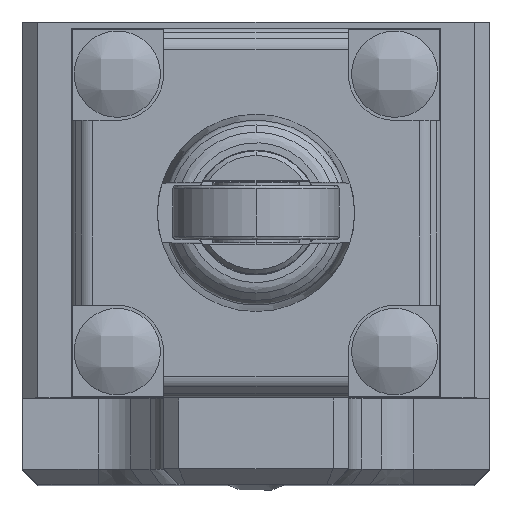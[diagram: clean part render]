
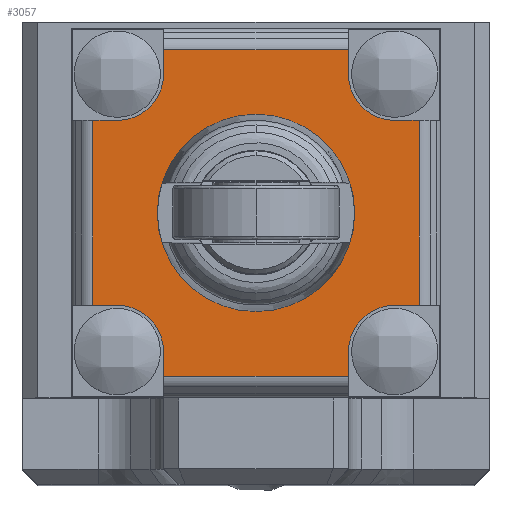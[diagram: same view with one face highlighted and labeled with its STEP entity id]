
A CAD part, top view. The second image highlights one B-rep face of the part: STEP entity #3057.
In plain terms, the highlighted planar face has unit normal (0, 0, 1).
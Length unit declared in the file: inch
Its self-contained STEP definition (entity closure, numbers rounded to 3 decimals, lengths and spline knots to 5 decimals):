
#8 = DIRECTION ( 'NONE',  ( 0., 0., -1. ) ) ;
#54 = CIRCLE ( 'NONE', #9489, 0.11811 ) ;
#296 = LINE ( 'NONE', #5974, #1594 ) ;
#380 = DIRECTION ( 'NONE',  ( -1., 0., 0. ) ) ;
#402 = ORIENTED_EDGE ( 'NONE', *, *, #2894, .T. ) ;
#680 = LINE ( 'NONE', #4462, #5143 ) ;
#801 = DIRECTION ( 'NONE',  ( 0., 0., 1. ) ) ;
#915 = ORIENTED_EDGE ( 'NONE', *, *, #6080, .T. ) ;
#982 = EDGE_CURVE ( 'NONE', #4134, #9760, #8314, .T. ) ;
#1018 = CARTESIAN_POINT ( 'NONE',  ( -0.23622, -0.48819, 0.54331 ) ) ;
#1134 = VERTEX_POINT ( 'NONE', #4146 ) ;
#1261 = VERTEX_POINT ( 'NONE', #4513 ) ;
#1264 = CARTESIAN_POINT ( 'NONE',  ( -0.35433, -0.84252, 0.54331 ) ) ;
#1311 = LINE ( 'NONE', #8580, #3782 ) ;
#1329 = EDGE_CURVE ( 'NONE', #7952, #3033, #9062, .T. ) ;
#1343 = ORIENTED_EDGE ( 'NONE', *, *, #6540, .T. ) ;
#1379 = VERTEX_POINT ( 'NONE', #7680 ) ;
#1594 = VECTOR ( 'NONE', #2025, 39.37008 ) ;
#1638 = VERTEX_POINT ( 'NONE', #1762 ) ;
#1762 = CARTESIAN_POINT ( 'NONE',  ( -0.35433, -0.72441, 0.54331 ) ) ;
#1790 = ORIENTED_EDGE ( 'NONE', *, *, #8504, .T. ) ;
#1861 = ORIENTED_EDGE ( 'NONE', *, *, #982, .T. ) ;
#1863 = VECTOR ( 'NONE', #2636, 39.37008 ) ;
#1985 = AXIS2_PLACEMENT_3D ( 'NONE', #2699, #3568, #380 ) ;
#2025 = DIRECTION ( 'NONE',  ( 0., -1., 0. ) ) ;
#2026 = VECTOR ( 'NONE', #7715, 39.37008 ) ;
#2110 = EDGE_LOOP ( 'NONE', ( #10246, #402, #915, #7932, #5341, #6325, #1861, #1790, #3043, #8025, #5081, #1343, #7456, #4538, #8979, #9231 ) ) ;
#2176 = EDGE_CURVE ( 'NONE', #1379, #5855, #296, .T. ) ;
#2246 = CARTESIAN_POINT ( 'NONE',  ( -0.23622, -0.07143, 0.54331 ) ) ;
#2325 = CARTESIAN_POINT ( 'NONE',  ( 0.35433, -0.25197, 0.54331 ) ) ;
#2342 = DIRECTION ( 'NONE',  ( 1., 0., 0. ) ) ;
#2423 = VERTEX_POINT ( 'NONE', #6288 ) ;
#2544 = CIRCLE ( 'NONE', #9678, 0.11811 ) ;
#2636 = DIRECTION ( 'NONE',  ( 0., -1., 0. ) ) ;
#2651 = VECTOR ( 'NONE', #6106, 39.37008 ) ;
#2699 = CARTESIAN_POINT ( 'NONE',  ( 0.35433, -0.13386, 0.54331 ) ) ;
#2774 = DIRECTION ( 'NONE',  ( 0., 1., 0. ) ) ;
#2782 = DIRECTION ( 'NONE',  ( 0., 1., 0. ) ) ;
#2820 = CARTESIAN_POINT ( 'NONE',  ( 0.23622, -0.13386, 0.54331 ) ) ;
#2859 = EDGE_CURVE ( 'NONE', #8829, #4134, #3326, .T. ) ;
#2894 = EDGE_CURVE ( 'NONE', #5855, #4255, #4929, .T. ) ;
#2965 = CIRCLE ( 'NONE', #1985, 0.11811 ) ;
#3033 = VERTEX_POINT ( 'NONE', #2246 ) ;
#3043 = ORIENTED_EDGE ( 'NONE', *, *, #9478, .T. ) ;
#3057 = ADVANCED_FACE ( 'NONE', ( #10215, #4535 ), #7767, .T. ) ;
#3207 = CARTESIAN_POINT ( 'NONE',  ( 0.23622, -0.48819, 0.54331 ) ) ;
#3237 = CIRCLE ( 'NONE', #4754, 0.25197 ) ;
#3326 = LINE ( 'NONE', #7495, #8499 ) ;
#3388 = CIRCLE ( 'NONE', #6237, 0.25197 ) ;
#3479 = LINE ( 'NONE', #1018, #1863 ) ;
#3568 = DIRECTION ( 'NONE',  ( 0., 0., -1. ) ) ;
#3583 = DIRECTION ( 'NONE',  ( 0., 0., -1. ) ) ;
#3782 = VECTOR ( 'NONE', #4581, 39.37008 ) ;
#3838 = EDGE_CURVE ( 'NONE', #3956, #1261, #3237, .T. ) ;
#3869 = CARTESIAN_POINT ( 'NONE',  ( 0., -0.72441, 0.54331 ) ) ;
#3876 = CARTESIAN_POINT ( 'NONE',  ( 0., -0.25197, 0.54331 ) ) ;
#3956 = VERTEX_POINT ( 'NONE', #9457 ) ;
#4042 = DIRECTION ( 'NONE',  ( 0., 0., -1. ) ) ;
#4052 = DIRECTION ( 'NONE',  ( 0., 1., 0. ) ) ;
#4126 = CARTESIAN_POINT ( 'NONE',  ( 0.41676, -0.25197, 0.54331 ) ) ;
#4134 = VERTEX_POINT ( 'NONE', #4126 ) ;
#4146 = CARTESIAN_POINT ( 'NONE',  ( -0.41676, -0.25197, 0.54331 ) ) ;
#4147 = EDGE_CURVE ( 'NONE', #1134, #2423, #4954, .T. ) ;
#4255 = VERTEX_POINT ( 'NONE', #8347 ) ;
#4313 = CARTESIAN_POINT ( 'NONE',  ( 0.23622, -0.84252, 0.54331 ) ) ;
#4428 = AXIS2_PLACEMENT_3D ( 'NONE', #6233, #7800, #8670 ) ;
#4439 = CARTESIAN_POINT ( 'NONE',  ( 0., -0.07143, 0.54331 ) ) ;
#4462 = CARTESIAN_POINT ( 'NONE',  ( 0.23622, -0.48819, 0.54331 ) ) ;
#4513 = CARTESIAN_POINT ( 'NONE',  ( 0.25197, -0.48819, 0.54331 ) ) ;
#4535 = FACE_OUTER_BOUND ( 'NONE', #2110, .T. ) ;
#4538 = ORIENTED_EDGE ( 'NONE', *, *, #4147, .T. ) ;
#4545 = DIRECTION ( 'NONE',  ( 0., 0., 1. ) ) ;
#4581 = DIRECTION ( 'NONE',  ( -1., 0., 0. ) ) ;
#4754 = AXIS2_PLACEMENT_3D ( 'NONE', #5423, #4545, #6279 ) ;
#4798 = CARTESIAN_POINT ( 'NONE',  ( 0.41676, -0.72441, 0.54331 ) ) ;
#4800 = CARTESIAN_POINT ( 'NONE',  ( -0.35433, -0.13386, 0.54331 ) ) ;
#4811 = CARTESIAN_POINT ( 'NONE',  ( -0.23622, -0.13386, 0.54331 ) ) ;
#4900 = VERTEX_POINT ( 'NONE', #4811 ) ;
#4929 = LINE ( 'NONE', #9870, #8863 ) ;
#4954 = LINE ( 'NONE', #5756, #5077 ) ;
#5077 = VECTOR ( 'NONE', #7257, 39.37008 ) ;
#5081 = ORIENTED_EDGE ( 'NONE', *, *, #8104, .T. ) ;
#5143 = VECTOR ( 'NONE', #2782, 39.37008 ) ;
#5341 = ORIENTED_EDGE ( 'NONE', *, *, #7611, .T. ) ;
#5368 = EDGE_LOOP ( 'NONE', ( #6331, #9044 ) ) ;
#5423 = CARTESIAN_POINT ( 'NONE',  ( 0., -0.48819, 0.54331 ) ) ;
#5552 = CARTESIAN_POINT ( 'NONE',  ( 0., -0.48819, 0.54331 ) ) ;
#5582 = CARTESIAN_POINT ( 'NONE',  ( 0.35433, -0.72441, 0.54331 ) ) ;
#5596 = CARTESIAN_POINT ( 'NONE',  ( 0.23622, -0.07143, 0.54331 ) ) ;
#5621 = EDGE_CURVE ( 'NONE', #8214, #1134, #1311, .T. ) ;
#5641 = EDGE_CURVE ( 'NONE', #2423, #1638, #8822, .T. ) ;
#5756 = CARTESIAN_POINT ( 'NONE',  ( -0.41676, -0.48819, 0.54331 ) ) ;
#5849 = LINE ( 'NONE', #3207, #5985 ) ;
#5855 = VERTEX_POINT ( 'NONE', #7838 ) ;
#5964 = EDGE_CURVE ( 'NONE', #1261, #3956, #3388, .T. ) ;
#5974 = CARTESIAN_POINT ( 'NONE',  ( -0.23622, -0.48819, 0.54331 ) ) ;
#5980 = LINE ( 'NONE', #6267, #7689 ) ;
#5985 = VECTOR ( 'NONE', #4052, 39.37008 ) ;
#6080 = EDGE_CURVE ( 'NONE', #4255, #6206, #5849, .T. ) ;
#6106 = DIRECTION ( 'NONE',  ( -1., 0., 0. ) ) ;
#6206 = VERTEX_POINT ( 'NONE', #4313 ) ;
#6233 = CARTESIAN_POINT ( 'NONE',  ( 0., -0.48819, 0.54331 ) ) ;
#6237 = AXIS2_PLACEMENT_3D ( 'NONE', #5552, #801, #8774 ) ;
#6259 = DIRECTION ( 'NONE',  ( -1., 0., 0. ) ) ;
#6267 = CARTESIAN_POINT ( 'NONE',  ( 0., -0.72441, 0.54331 ) ) ;
#6279 = DIRECTION ( 'NONE',  ( -1., 0., 0. ) ) ;
#6288 = CARTESIAN_POINT ( 'NONE',  ( -0.41676, -0.72441, 0.54331 ) ) ;
#6325 = ORIENTED_EDGE ( 'NONE', *, *, #2859, .T. ) ;
#6331 = ORIENTED_EDGE ( 'NONE', *, *, #3838, .F. ) ;
#6394 = EDGE_CURVE ( 'NONE', #6206, #7718, #7976, .T. ) ;
#6540 = EDGE_CURVE ( 'NONE', #4900, #8214, #54, .T. ) ;
#6746 = CARTESIAN_POINT ( 'NONE',  ( -0.35433, -0.25197, 0.54331 ) ) ;
#6813 = DIRECTION ( 'NONE',  ( 1., 0., 0. ) ) ;
#7257 = DIRECTION ( 'NONE',  ( 0., -1., 0. ) ) ;
#7456 = ORIENTED_EDGE ( 'NONE', *, *, #5621, .T. ) ;
#7495 = CARTESIAN_POINT ( 'NONE',  ( 0.41676, -0.48819, 0.54331 ) ) ;
#7611 = EDGE_CURVE ( 'NONE', #7718, #8829, #5980, .T. ) ;
#7636 = DIRECTION ( 'NONE',  ( -1., 0., 0. ) ) ;
#7680 = CARTESIAN_POINT ( 'NONE',  ( -0.23622, -0.84252, 0.54331 ) ) ;
#7689 = VECTOR ( 'NONE', #9441, 39.37008 ) ;
#7715 = DIRECTION ( 'NONE',  ( 1., 0., 0. ) ) ;
#7718 = VERTEX_POINT ( 'NONE', #5582 ) ;
#7719 = VECTOR ( 'NONE', #6259, 39.37008 ) ;
#7767 = PLANE ( 'NONE',  #4428 ) ;
#7800 = DIRECTION ( 'NONE',  ( 0., 0., 1. ) ) ;
#7838 = CARTESIAN_POINT ( 'NONE',  ( -0.23622, -0.90495, 0.54331 ) ) ;
#7932 = ORIENTED_EDGE ( 'NONE', *, *, #6394, .T. ) ;
#7952 = VERTEX_POINT ( 'NONE', #5596 ) ;
#7976 = CIRCLE ( 'NONE', #10196, 0.11811 ) ;
#8025 = ORIENTED_EDGE ( 'NONE', *, *, #1329, .T. ) ;
#8058 = DIRECTION ( 'NONE',  ( -1., 0., 0. ) ) ;
#8104 = EDGE_CURVE ( 'NONE', #3033, #4900, #3479, .T. ) ;
#8214 = VERTEX_POINT ( 'NONE', #6746 ) ;
#8314 = LINE ( 'NONE', #3876, #7719 ) ;
#8347 = CARTESIAN_POINT ( 'NONE',  ( 0.23622, -0.90495, 0.54331 ) ) ;
#8499 = VECTOR ( 'NONE', #2774, 39.37008 ) ;
#8504 = EDGE_CURVE ( 'NONE', #9760, #9541, #2965, .T. ) ;
#8580 = CARTESIAN_POINT ( 'NONE',  ( 0., -0.25197, 0.54331 ) ) ;
#8670 = DIRECTION ( 'NONE',  ( 1., 0., 0. ) ) ;
#8774 = DIRECTION ( 'NONE',  ( -1., 0., 0. ) ) ;
#8822 = LINE ( 'NONE', #3869, #2026 ) ;
#8829 = VERTEX_POINT ( 'NONE', #4798 ) ;
#8863 = VECTOR ( 'NONE', #6813, 39.37008 ) ;
#8979 = ORIENTED_EDGE ( 'NONE', *, *, #5641, .T. ) ;
#9044 = ORIENTED_EDGE ( 'NONE', *, *, #5964, .F. ) ;
#9062 = LINE ( 'NONE', #4439, #2651 ) ;
#9231 = ORIENTED_EDGE ( 'NONE', *, *, #9511, .T. ) ;
#9441 = DIRECTION ( 'NONE',  ( 1., 0., 0. ) ) ;
#9457 = CARTESIAN_POINT ( 'NONE',  ( -0.25197, -0.48819, 0.54331 ) ) ;
#9478 = EDGE_CURVE ( 'NONE', #9541, #7952, #680, .T. ) ;
#9489 = AXIS2_PLACEMENT_3D ( 'NONE', #4800, #4042, #8058 ) ;
#9511 = EDGE_CURVE ( 'NONE', #1638, #1379, #2544, .T. ) ;
#9541 = VERTEX_POINT ( 'NONE', #2820 ) ;
#9678 = AXIS2_PLACEMENT_3D ( 'NONE', #1264, #3583, #7636 ) ;
#9760 = VERTEX_POINT ( 'NONE', #2325 ) ;
#9870 = CARTESIAN_POINT ( 'NONE',  ( 0., -0.90495, 0.54331 ) ) ;
#10170 = CARTESIAN_POINT ( 'NONE',  ( 0.35433, -0.84252, 0.54331 ) ) ;
#10196 = AXIS2_PLACEMENT_3D ( 'NONE', #10170, #8, #2342 ) ;
#10215 = FACE_BOUND ( 'NONE', #5368, .T. ) ;
#10246 = ORIENTED_EDGE ( 'NONE', *, *, #2176, .T. ) ;
